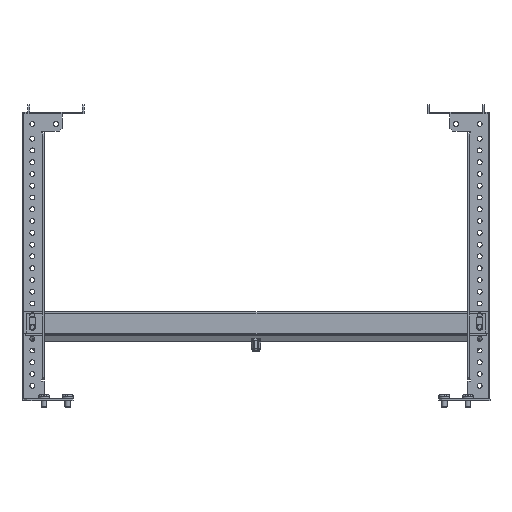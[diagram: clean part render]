
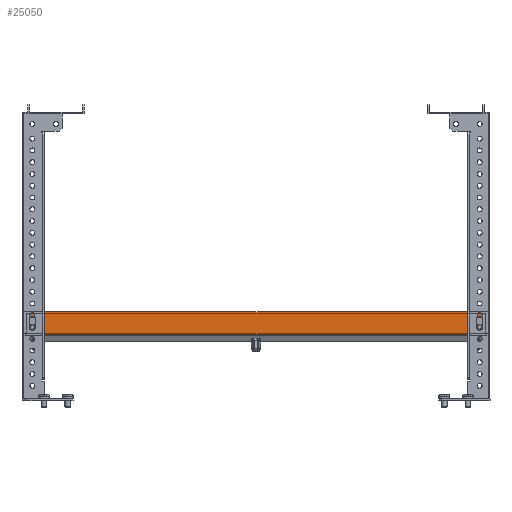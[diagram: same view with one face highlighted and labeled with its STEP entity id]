
A CAD part, left-side view. The second image highlights one B-rep face of the part: STEP entity #25050.
In plain terms, the highlighted face is planar.
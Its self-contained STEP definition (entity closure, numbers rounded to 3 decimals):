
#354 = EDGE_CURVE ( 'NONE', #21924, #3868, #3146, .T. ) ;
#597 = ORIENTED_EDGE ( 'NONE', *, *, #10663, .F. ) ;
#884 = EDGE_CURVE ( 'NONE', #8354, #23061, #29608, .T. ) ;
#1433 = VECTOR ( 'NONE', #4959, 1000. ) ;
#1975 = DIRECTION ( 'NONE',  ( 0., 0., -1. ) ) ;
#2409 = CARTESIAN_POINT ( 'NONE',  ( -234.75, 0., -0.5 ) ) ;
#2915 = FACE_OUTER_BOUND ( 'NONE', #4479, .T. ) ;
#2928 = EDGE_CURVE ( 'NONE', #16190, #4591, #17049, .T. ) ;
#2970 = CARTESIAN_POINT ( 'NONE',  ( -234.75, 0., -495.5 ) ) ;
#3090 = EDGE_CURVE ( 'NONE', #33037, #7455, #30875, .T. ) ;
#3146 = LINE ( 'NONE', #2970, #30043 ) ;
#3639 = CARTESIAN_POINT ( 'NONE',  ( -220.25, 0., -485.5 ) ) ;
#3678 = ORIENTED_EDGE ( 'NONE', *, *, #3090, .F. ) ;
#3689 = CIRCLE ( 'NONE', #26081, 3.5 ) ;
#3868 = VERTEX_POINT ( 'NONE', #7624 ) ;
#3986 = AXIS2_PLACEMENT_3D ( 'NONE', #33873, #5142, #25835 ) ;
#4326 = DIRECTION ( 'NONE',  ( 0., -1., 0. ) ) ;
#4351 = EDGE_CURVE ( 'NONE', #22651, #16190, #13154, .T. ) ;
#4372 = ORIENTED_EDGE ( 'NONE', *, *, #6544, .F. ) ;
#4479 = EDGE_LOOP ( 'NONE', ( #20793, #4372, #3678, #28568 ) ) ;
#4591 = VERTEX_POINT ( 'NONE', #8937 ) ;
#4706 = CARTESIAN_POINT ( 'NONE',  ( -212.248, 0., 2.859 ) ) ;
#4893 = ORIENTED_EDGE ( 'NONE', *, *, #23767, .F. ) ;
#4959 = DIRECTION ( 'NONE',  ( 1., 0., 0. ) ) ;
#4974 = FACE_BOUND ( 'NONE', #33165, .T. ) ;
#5052 = VERTEX_POINT ( 'NONE', #32671 ) ;
#5142 = DIRECTION ( 'NONE',  ( 0., -1., 0. ) ) ;
#5241 = DIRECTION ( 'NONE',  ( 0., 1., 0. ) ) ;
#5394 = VECTOR ( 'NONE', #22340, 1000. ) ;
#5407 = DIRECTION ( 'NONE',  ( -1., 0., 0. ) ) ;
#5550 = CIRCLE ( 'NONE', #14832, 3.5 ) ;
#6083 = CARTESIAN_POINT ( 'NONE',  ( -220.25, 0., -14. ) ) ;
#6544 = EDGE_CURVE ( 'NONE', #7455, #21924, #32801, .T. ) ;
#7027 = CARTESIAN_POINT ( 'NONE',  ( -231.75, 0., -10.5 ) ) ;
#7455 = VERTEX_POINT ( 'NONE', #2409 ) ;
#7624 = CARTESIAN_POINT ( 'NONE',  ( -212.248, 0., -495.5 ) ) ;
#7950 = DIRECTION ( 'NONE',  ( -1., 0., 0. ) ) ;
#8354 = VERTEX_POINT ( 'NONE', #6083 ) ;
#8937 = CARTESIAN_POINT ( 'NONE',  ( -228.25, 0., -482. ) ) ;
#8984 = CARTESIAN_POINT ( 'NONE',  ( -228.25, 0., -485.5 ) ) ;
#9136 = ORIENTED_EDGE ( 'NONE', *, *, #4351, .T. ) ;
#9214 = VECTOR ( 'NONE', #7950, 1000. ) ;
#9354 = VECTOR ( 'NONE', #32967, 1000. ) ;
#9595 = CARTESIAN_POINT ( 'NONE',  ( -228.25, 0., -7. ) ) ;
#10087 = ORIENTED_EDGE ( 'NONE', *, *, #14032, .T. ) ;
#10176 = EDGE_CURVE ( 'NONE', #4591, #33666, #24891, .T. ) ;
#10227 = CARTESIAN_POINT ( 'NONE',  ( -212.248, 0., -0.5 ) ) ;
#10445 = DIRECTION ( 'NONE',  ( -1., 0., 0. ) ) ;
#10663 = EDGE_CURVE ( 'NONE', #5052, #26467, #28223, .T. ) ;
#10725 = VERTEX_POINT ( 'NONE', #7027 ) ;
#11583 = CARTESIAN_POINT ( 'NONE',  ( -228.25, 0., -482. ) ) ;
#11937 = ORIENTED_EDGE ( 'NONE', *, *, #2928, .T. ) ;
#13154 = CIRCLE ( 'NONE', #30056, 3.5 ) ;
#13424 = DIRECTION ( 'NONE',  ( 1., 0., 0. ) ) ;
#13440 = AXIS2_PLACEMENT_3D ( 'NONE', #32724, #4326, #14767 ) ;
#13562 = DIRECTION ( 'NONE',  ( -1., 0., 0. ) ) ;
#13749 = AXIS2_PLACEMENT_3D ( 'NONE', #33862, #25828, #30799 ) ;
#13895 = EDGE_CURVE ( 'NONE', #26467, #8354, #20848, .T. ) ;
#13919 = DIRECTION ( 'NONE',  ( 0., -1., 0. ) ) ;
#14032 = EDGE_CURVE ( 'NONE', #22528, #22651, #16419, .T. ) ;
#14294 = DIRECTION ( 'NONE',  ( -1., 0., 0. ) ) ;
#14767 = DIRECTION ( 'NONE',  ( -1., 0., 0. ) ) ;
#14832 = AXIS2_PLACEMENT_3D ( 'NONE', #33704, #26005, #10445 ) ;
#15435 = CARTESIAN_POINT ( 'NONE',  ( -220.25, 0., -482. ) ) ;
#16123 = CARTESIAN_POINT ( 'NONE',  ( -228.25, 0., -14. ) ) ;
#16190 = VERTEX_POINT ( 'NONE', #15435 ) ;
#16419 = LINE ( 'NONE', #31825, #27374 ) ;
#17049 = LINE ( 'NONE', #11583, #5394 ) ;
#17562 = ORIENTED_EDGE ( 'NONE', *, *, #21898, .T. ) ;
#18431 = CIRCLE ( 'NONE', #27140, 3.5 ) ;
#19012 = CARTESIAN_POINT ( 'NONE',  ( -220.25, 0., -7. ) ) ;
#19436 = DIRECTION ( 'NONE',  ( 0., -1., 0. ) ) ;
#20452 = LINE ( 'NONE', #4706, #26047 ) ;
#20458 = ORIENTED_EDGE ( 'NONE', *, *, #10176, .T. ) ;
#20793 = ORIENTED_EDGE ( 'NONE', *, *, #354, .F. ) ;
#20848 = CIRCLE ( 'NONE', #13749, 3.5 ) ;
#21288 = CARTESIAN_POINT ( 'NONE',  ( -231.75, 0., -485.5 ) ) ;
#21594 = EDGE_CURVE ( 'NONE', #23061, #10725, #18431, .T. ) ;
#21636 = CARTESIAN_POINT ( 'NONE',  ( -228.25, 0., -14. ) ) ;
#21898 = EDGE_CURVE ( 'NONE', #33666, #22528, #3689, .T. ) ;
#21924 = VERTEX_POINT ( 'NONE', #27446 ) ;
#22340 = DIRECTION ( 'NONE',  ( -1., 0., 0. ) ) ;
#22528 = VERTEX_POINT ( 'NONE', #31678 ) ;
#22651 = VERTEX_POINT ( 'NONE', #29784 ) ;
#23061 = VERTEX_POINT ( 'NONE', #21636 ) ;
#23280 = FACE_BOUND ( 'NONE', #32655, .T. ) ;
#23618 = PLANE ( 'NONE',  #3986 ) ;
#23767 = EDGE_CURVE ( 'NONE', #10725, #5052, #5550, .T. ) ;
#24032 = ORIENTED_EDGE ( 'NONE', *, *, #21594, .F. ) ;
#24339 = DIRECTION ( 'NONE',  ( -1., 0., 0. ) ) ;
#24601 = DIRECTION ( 'NONE',  ( 1., 0., 0. ) ) ;
#24891 = CIRCLE ( 'NONE', #13440, 3.5 ) ;
#25050 = ADVANCED_FACE ( 'NONE', ( #2915, #23280, #4974 ), #23618, .F. ) ;
#25828 = DIRECTION ( 'NONE',  ( 0., 1., 0. ) ) ;
#25835 = DIRECTION ( 'NONE',  ( 1., 0., 0. ) ) ;
#25907 = CARTESIAN_POINT ( 'NONE',  ( -190.407, 0., -0.5 ) ) ;
#26005 = DIRECTION ( 'NONE',  ( 0., 1., 0. ) ) ;
#26047 = VECTOR ( 'NONE', #1975, 1000. ) ;
#26081 = AXIS2_PLACEMENT_3D ( 'NONE', #8984, #19436, #14294 ) ;
#26467 = VERTEX_POINT ( 'NONE', #19012 ) ;
#27140 = AXIS2_PLACEMENT_3D ( 'NONE', #33639, #5241, #5407 ) ;
#27374 = VECTOR ( 'NONE', #24601, 1000. ) ;
#27446 = CARTESIAN_POINT ( 'NONE',  ( -234.75, 0., -495.5 ) ) ;
#27794 = ORIENTED_EDGE ( 'NONE', *, *, #13895, .F. ) ;
#28223 = LINE ( 'NONE', #9595, #1433 ) ;
#28568 = ORIENTED_EDGE ( 'NONE', *, *, #29788, .T. ) ;
#29608 = LINE ( 'NONE', #16123, #33086 ) ;
#29784 = CARTESIAN_POINT ( 'NONE',  ( -220.25, 0., -489. ) ) ;
#29788 = EDGE_CURVE ( 'NONE', #33037, #3868, #20452, .T. ) ;
#30043 = VECTOR ( 'NONE', #13424, 1000. ) ;
#30056 = AXIS2_PLACEMENT_3D ( 'NONE', #3639, #13919, #24339 ) ;
#30799 = DIRECTION ( 'NONE',  ( -1., 0., 0. ) ) ;
#30875 = LINE ( 'NONE', #25907, #9214 ) ;
#31678 = CARTESIAN_POINT ( 'NONE',  ( -228.25, 0., -489. ) ) ;
#31825 = CARTESIAN_POINT ( 'NONE',  ( -228.25, 0., -489. ) ) ;
#32293 = CARTESIAN_POINT ( 'NONE',  ( -234.75, 0., -0.5 ) ) ;
#32655 = EDGE_LOOP ( 'NONE', ( #597, #4893, #24032, #33796, #27794 ) ) ;
#32671 = CARTESIAN_POINT ( 'NONE',  ( -228.25, 0., -7. ) ) ;
#32724 = CARTESIAN_POINT ( 'NONE',  ( -228.25, 0., -485.5 ) ) ;
#32801 = LINE ( 'NONE', #32293, #9354 ) ;
#32967 = DIRECTION ( 'NONE',  ( 0., 0., -1. ) ) ;
#33037 = VERTEX_POINT ( 'NONE', #10227 ) ;
#33086 = VECTOR ( 'NONE', #13562, 1000. ) ;
#33165 = EDGE_LOOP ( 'NONE', ( #20458, #17562, #10087, #9136, #11937 ) ) ;
#33639 = CARTESIAN_POINT ( 'NONE',  ( -228.25, 0., -10.5 ) ) ;
#33666 = VERTEX_POINT ( 'NONE', #21288 ) ;
#33704 = CARTESIAN_POINT ( 'NONE',  ( -228.25, 0., -10.5 ) ) ;
#33796 = ORIENTED_EDGE ( 'NONE', *, *, #884, .F. ) ;
#33862 = CARTESIAN_POINT ( 'NONE',  ( -220.25, 0., -10.5 ) ) ;
#33873 = CARTESIAN_POINT ( 'NONE',  ( -189.783, 0., -248. ) ) ;
